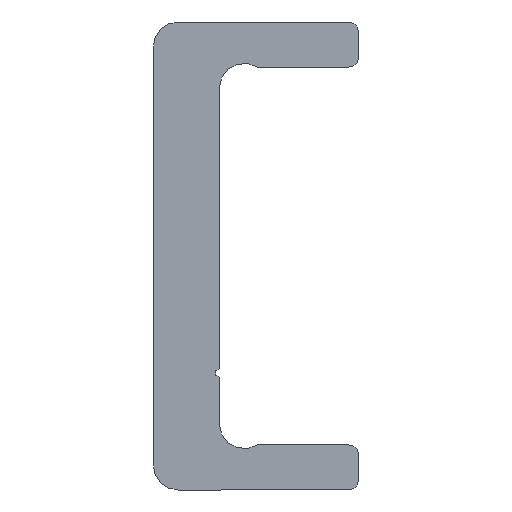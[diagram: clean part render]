
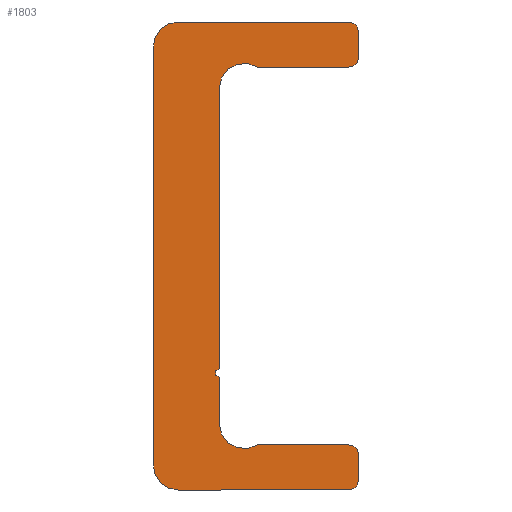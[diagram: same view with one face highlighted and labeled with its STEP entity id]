
A CAD part, left-side view. The second image highlights one B-rep face of the part: STEP entity #1803.
In plain terms, the highlighted planar face has unit normal (-1, 0, 0).
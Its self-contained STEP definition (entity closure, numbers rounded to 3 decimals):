
#1091=CARTESIAN_POINT('',(0.0,2.2,10.03));
#1092=VERTEX_POINT('',#1091);
#1099=CARTESIAN_POINT('',(0.0,2.2,-6.75));
#1100=VERTEX_POINT('',#1099);
#1101=CARTESIAN_POINT('',(0.0,2.2,10.03));
#1102=DIRECTION('',(0.0,0.0,-1.0));
#1103=VECTOR('',#1102,16.78);
#1104=LINE('',#1101,#1103);
#1105=EDGE_CURVE('',#1092,#1100,#1104,.T.);
#1193=CARTESIAN_POINT('',(0.0,-0.098,11.3));
#1194=VERTEX_POINT('',#1193);
#1201=CARTESIAN_POINT('',(0.0,0.7,10.03));
#1202=DIRECTION('',(-1.0,0.0,0.0));
#1203=DIRECTION('',(0.0,-1.0,0.0));
#1204=AXIS2_PLACEMENT_3D('',#1201,#1202,#1203);
#1205=CIRCLE('',#1204,1.5);
#1206=EDGE_CURVE('',#1194,#1092,#1205,.T.);
#1225=CARTESIAN_POINT('',(0.0,-5.55,11.3));
#1226=VERTEX_POINT('',#1225);
#1233=CARTESIAN_POINT('',(0.0,-5.55,11.3));
#1234=DIRECTION('',(0.0,1.0,0.0));
#1235=VECTOR('',#1234,5.452);
#1236=LINE('',#1233,#1235);
#1237=EDGE_CURVE('',#1226,#1194,#1236,.T.);
#1257=CARTESIAN_POINT('',(0.0,-6.15,11.9));
#1258=VERTEX_POINT('',#1257);
#1265=CARTESIAN_POINT('',(0.0,-5.55,11.9));
#1266=DIRECTION('',(1.0,0.0,0.0));
#1267=DIRECTION('',(0.0,-1.0,0.0));
#1268=AXIS2_PLACEMENT_3D('',#1265,#1266,#1267);
#1269=CIRCLE('',#1268,0.6);
#1270=EDGE_CURVE('',#1258,#1226,#1269,.T.);
#1289=CARTESIAN_POINT('',(0.0,-6.15,13.4));
#1290=VERTEX_POINT('',#1289);
#1297=CARTESIAN_POINT('',(0.0,-6.15,13.4));
#1298=DIRECTION('',(0.0,0.0,-1.0));
#1299=VECTOR('',#1298,1.5);
#1300=LINE('',#1297,#1299);
#1301=EDGE_CURVE('',#1290,#1258,#1300,.T.);
#1321=CARTESIAN_POINT('',(0.0,-5.55,14.));
#1322=VERTEX_POINT('',#1321);
#1329=CARTESIAN_POINT('',(0.0,-5.55,13.4));
#1330=DIRECTION('',(1.0,0.0,0.0));
#1331=DIRECTION('',(0.0,0.0,1.0));
#1332=AXIS2_PLACEMENT_3D('',#1329,#1330,#1331);
#1333=CIRCLE('',#1332,0.6);
#1334=EDGE_CURVE('',#1322,#1290,#1333,.T.);
#1353=CARTESIAN_POINT('',(0.0,4.65,14.));
#1354=VERTEX_POINT('',#1353);
#1361=CARTESIAN_POINT('',(0.0,4.65,14.));
#1362=DIRECTION('',(0.0,-1.0,0.0));
#1363=VECTOR('',#1362,10.2);
#1364=LINE('',#1361,#1363);
#1365=EDGE_CURVE('',#1354,#1322,#1364,.T.);
#1385=CARTESIAN_POINT('',(0.0,6.15,12.5));
#1386=VERTEX_POINT('',#1385);
#1393=CARTESIAN_POINT('',(0.0,4.65,12.5));
#1394=DIRECTION('',(1.0,0.0,0.0));
#1395=DIRECTION('',(0.0,1.0,0.0));
#1396=AXIS2_PLACEMENT_3D('',#1393,#1394,#1395);
#1397=CIRCLE('',#1396,1.5);
#1398=EDGE_CURVE('',#1386,#1354,#1397,.T.);
#1417=CARTESIAN_POINT('',(0.0,6.15,-12.5));
#1418=VERTEX_POINT('',#1417);
#1425=CARTESIAN_POINT('',(0.0,6.15,-12.5));
#1426=DIRECTION('',(0.0,0.0,1.0));
#1427=VECTOR('',#1426,25.);
#1428=LINE('',#1425,#1427);
#1429=EDGE_CURVE('',#1418,#1386,#1428,.T.);
#1512=CARTESIAN_POINT('',(0.0,4.65,-14.));
#1513=VERTEX_POINT('',#1512);
#1520=CARTESIAN_POINT('',(0.0,4.65,-12.5));
#1521=DIRECTION('',(1.0,0.0,0.0));
#1522=DIRECTION('',(0.0,0.0,-1.0));
#1523=AXIS2_PLACEMENT_3D('',#1520,#1521,#1522);
#1524=CIRCLE('',#1523,1.5);
#1525=EDGE_CURVE('',#1513,#1418,#1524,.T.);
#1544=CARTESIAN_POINT('',(0.0,-5.55,-14.));
#1545=VERTEX_POINT('',#1544);
#1552=CARTESIAN_POINT('',(0.0,-5.55,-14.));
#1553=DIRECTION('',(0.0,1.0,0.0));
#1554=VECTOR('',#1553,10.2);
#1555=LINE('',#1552,#1554);
#1556=EDGE_CURVE('',#1545,#1513,#1555,.T.);
#1576=CARTESIAN_POINT('',(0.0,-6.15,-13.4));
#1577=VERTEX_POINT('',#1576);
#1584=CARTESIAN_POINT('',(0.0,-5.55,-13.4));
#1585=DIRECTION('',(1.0,0.0,0.0));
#1586=DIRECTION('',(0.0,-1.0,0.0));
#1587=AXIS2_PLACEMENT_3D('',#1584,#1585,#1586);
#1588=CIRCLE('',#1587,0.6);
#1589=EDGE_CURVE('',#1577,#1545,#1588,.T.);
#1608=CARTESIAN_POINT('',(0.0,-6.15,-11.9));
#1609=VERTEX_POINT('',#1608);
#1616=CARTESIAN_POINT('',(0.0,-6.15,-11.9));
#1617=DIRECTION('',(0.0,0.0,-1.0));
#1618=VECTOR('',#1617,1.5);
#1619=LINE('',#1616,#1618);
#1620=EDGE_CURVE('',#1609,#1577,#1619,.T.);
#1640=CARTESIAN_POINT('',(0.0,-5.55,-11.3));
#1641=VERTEX_POINT('',#1640);
#1648=CARTESIAN_POINT('',(0.0,-5.55,-11.9));
#1649=DIRECTION('',(1.0,0.0,0.0));
#1650=DIRECTION('',(0.0,0.0,1.0));
#1651=AXIS2_PLACEMENT_3D('',#1648,#1649,#1650);
#1652=CIRCLE('',#1651,0.6);
#1653=EDGE_CURVE('',#1641,#1609,#1652,.T.);
#1672=CARTESIAN_POINT('',(0.0,-0.098,-11.3));
#1673=VERTEX_POINT('',#1672);
#1680=CARTESIAN_POINT('',(0.0,-0.098,-11.3));
#1681=DIRECTION('',(0.0,-1.0,0.0));
#1682=VECTOR('',#1681,5.452);
#1683=LINE('',#1680,#1682);
#1684=EDGE_CURVE('',#1673,#1641,#1683,.T.);
#1704=CARTESIAN_POINT('',(0.0,2.2,-10.03));
#1705=VERTEX_POINT('',#1704);
#1712=CARTESIAN_POINT('',(0.0,0.7,-10.03));
#1713=DIRECTION('',(-1.0,0.0,0.0));
#1714=DIRECTION('',(0.0,0.532,0.847));
#1715=AXIS2_PLACEMENT_3D('',#1712,#1713,#1714);
#1716=CIRCLE('',#1715,1.5);
#1717=EDGE_CURVE('',#1705,#1673,#1716,.T.);
#1736=CARTESIAN_POINT('',(0.0,2.2,-7.25));
#1737=VERTEX_POINT('',#1736);
#1744=CARTESIAN_POINT('',(0.0,2.2,-7.25));
#1745=DIRECTION('',(0.0,0.0,-1.0));
#1746=VECTOR('',#1745,2.78);
#1747=LINE('',#1744,#1746);
#1748=EDGE_CURVE('',#1737,#1705,#1747,.T.);
#1767=CARTESIAN_POINT('',(0.0,2.2,-7.));
#1768=DIRECTION('',(-1.0,0.0,0.0));
#1769=DIRECTION('',(0.0,0.0,1.0));
#1770=AXIS2_PLACEMENT_3D('',#1767,#1768,#1769);
#1771=CIRCLE('',#1770,0.25);
#1772=EDGE_CURVE('',#1100,#1737,#1771,.T.);
#1778=CARTESIAN_POINT('',(0.0,1.611,-0.021));
#1779=DIRECTION('',(1.0,0.0,0.0));
#1780=DIRECTION('',(0.0,0.0,-1.0));
#1781=AXIS2_PLACEMENT_3D('',#1778,#1779,#1780);
#1782=PLANE('',#1781);
#1783=ORIENTED_EDGE('',*,*,#1772,.F.);
#1784=ORIENTED_EDGE('',*,*,#1105,.F.);
#1785=ORIENTED_EDGE('',*,*,#1206,.F.);
#1786=ORIENTED_EDGE('',*,*,#1237,.F.);
#1787=ORIENTED_EDGE('',*,*,#1270,.F.);
#1788=ORIENTED_EDGE('',*,*,#1301,.F.);
#1789=ORIENTED_EDGE('',*,*,#1334,.F.);
#1790=ORIENTED_EDGE('',*,*,#1365,.F.);
#1791=ORIENTED_EDGE('',*,*,#1398,.F.);
#1792=ORIENTED_EDGE('',*,*,#1429,.F.);
#1793=ORIENTED_EDGE('',*,*,#1525,.F.);
#1794=ORIENTED_EDGE('',*,*,#1556,.F.);
#1795=ORIENTED_EDGE('',*,*,#1589,.F.);
#1796=ORIENTED_EDGE('',*,*,#1620,.F.);
#1797=ORIENTED_EDGE('',*,*,#1653,.F.);
#1798=ORIENTED_EDGE('',*,*,#1684,.F.);
#1799=ORIENTED_EDGE('',*,*,#1717,.F.);
#1800=ORIENTED_EDGE('',*,*,#1748,.F.);
#1801=EDGE_LOOP('',(#1783,#1784,#1785,#1786,#1787,#1788,#1789,#1790,#1791,#1792,#1793,#1794,#1795,#1796,#1797,#1798,#1799,#1800));
#1802=FACE_OUTER_BOUND('',#1801,.T.);
#1803=ADVANCED_FACE('',(#1802),#1782,.F.);
